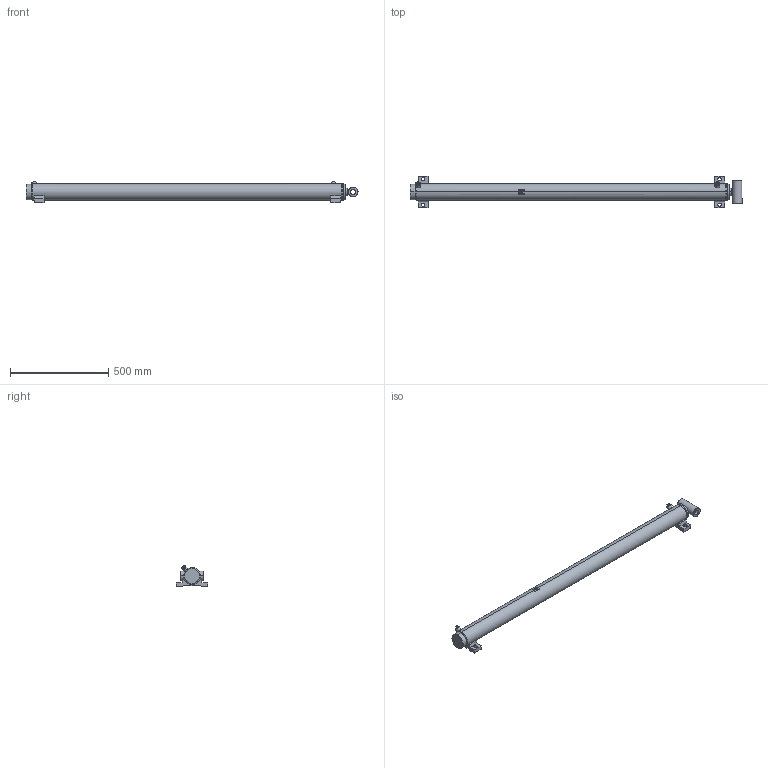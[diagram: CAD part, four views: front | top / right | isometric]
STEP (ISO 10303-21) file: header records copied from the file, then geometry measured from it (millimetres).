
FILE_DESCRIPTION (( 'STEP AP214' ), '1' );
FILE_NAME ('CFGCY0079597-Cylinder.step', '2026-03-09T07:48:52', ( 'Kramp IT' ), ( 'Kramp' ), 'SwSTEP 2.0', 'SolidWorks 2025', '' );
FILE_SCHEMA (( 'AUTOMOTIVE_DESIGN' ));
Length unit declared in the file: millimetre
Products named in the file (20): Rod-WA_Simplified; ATT-NONE; BUSHVM-RD; DS3907001A; BUSH-RD; SIDELUG; DS2907013040_Simplified; Tube-WA_Simplified; CFGCY0079597-Cylinder; SP06M; MATE-AID; Tube-MA_Simplified; Rod_Simplified; 91666; LSN06E; DS2907004S_Simplified; DS2907004SVM_Simplified; DS2907013040VM_Simplified; Tube_Simplified
Assembly tree (20 placements, depth 4):
  ATT-NONE
  CFGCY0079597-Cylinder
    Tube-WA_Simplified
      Tube-MA_Simplified
        Tube_Simplified
        LSN06E
        SIDELUG
      LSN06E
      DS3907001A
        DS3907001A
      SIDELUG
    Rod-WA_Simplified
      Rod_Simplified
      BUSHVM-RD
        BUSH-RD
    DS2907013040VM_Simplified
      DS2907013040_Simplified
    DS2907004SVM_Simplified
      DS2907004S_Simplified
    91666
    SP06M  x2
  MATE-AID
Bounding box: 1689 x 160 x 108.63 mm (x, y, z)
Volume: 5800121.3 mm3; surface area: 1136148.9 mm2
Topology: 13 solids, 13 shells, 387 faces, 884 edges, 556 vertices
Faces by surface type: plane 168, cylinder 121, cone 74, torus 20, bspline 4
Entity records: 8794 total; most frequent: CARTESIAN_POINT 1717, DIRECTION 1496, ORIENTED_EDGE 1264, EDGE_CURVE 632, AXIS2_PLACEMENT_3D 579, VERTEX_POINT 398, VECTOR 338, LINE 338
